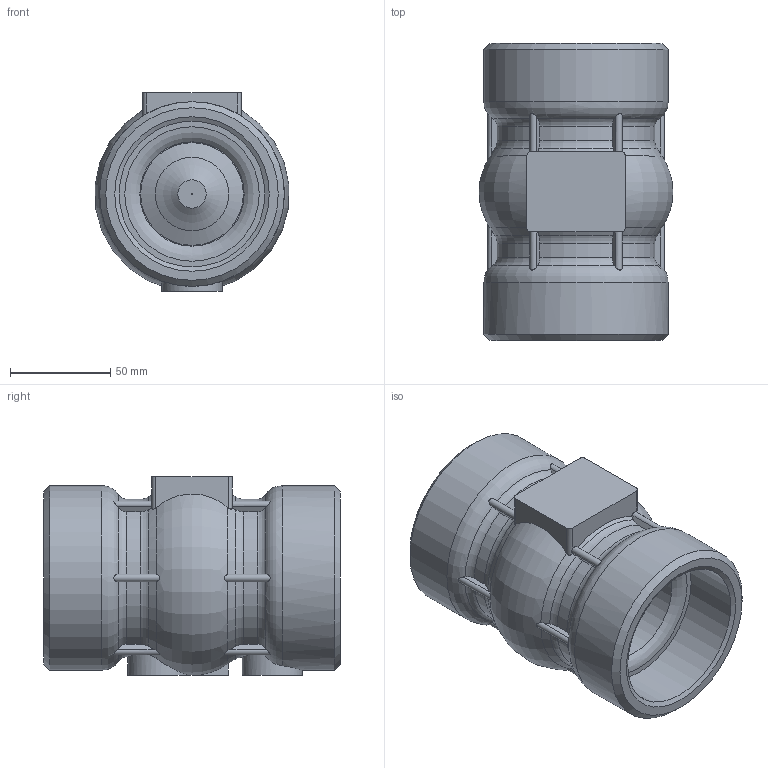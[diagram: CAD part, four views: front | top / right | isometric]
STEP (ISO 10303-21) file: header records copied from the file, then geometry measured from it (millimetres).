
FILE_DESCRIPTION(/* description */ ('STEP AP203'),/* implementation_level */ '2;1');
FILE_NAME(/* name */ 'socla_202_149B 2286',/* time_stamp */ '2023-04-04T13:41:14+02:00',/* author */ ('License CC BY-ND 4.0'),/* organization */ ('CADENAS'),/* preprocessor_version */ 'ST-DEVELOPER v19.3',/* originating_system */ 'PARTsolutions',/* authorisation */ ' ');
FILE_SCHEMA (('CONFIG_CONTROL_DESIGN'));
Length unit declared in the file: millimetre
Products named in the file (1): socla_202_149B 2286
Bounding box: 96.6 x 148 x 99 mm (x, y, z)
Volume: 480281.2 mm3; surface area: 104412.2 mm2
Topology: 1 solids, 1 shells, 170 faces, 440 edges, 286 vertices
Faces by surface type: plane 59, cylinder 44, torus 40, cone 27
Full cylindrical faces by diameter (mm): 0.2 x1, 15.85 x1, 30 x2, 51.2 x1, 52 x1, 54 x1, 60 x1, 63 x1, 71.8 x1, 72.65 x2, 78 x1, 92 x2
Entity records: 5360 total; most frequent: CARTESIAN_POINT 1563, ORIENTED_EDGE 788, DIRECTION 713, EDGE_CURVE 394, AXIS2_PLACEMENT_3D 314, VERTEX_POINT 281, EDGE_LOOP 227, FACE_BOUND 227
